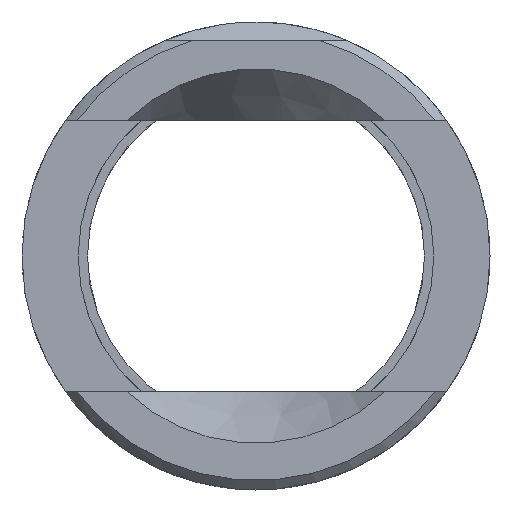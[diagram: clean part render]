
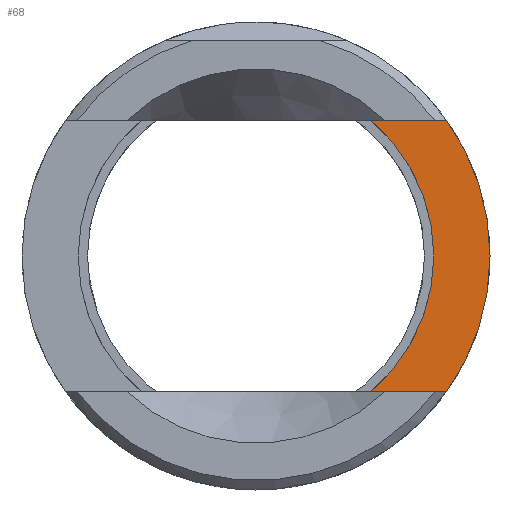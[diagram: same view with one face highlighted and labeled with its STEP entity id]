
A CAD part, left-side view. The second image highlights one B-rep face of the part: STEP entity #68.
In plain terms, the highlighted planar face has unit normal (-1, 0, 0).
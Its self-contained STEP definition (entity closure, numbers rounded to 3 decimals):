
#68 = ADVANCED_FACE( '', ( #171 ), #172, .F. );
#171 = FACE_OUTER_BOUND( '', #315, .T. );
#172 = PLANE( '', #316 );
#315 = EDGE_LOOP( '', ( #455, #456, #457, #458 ) );
#316 = AXIS2_PLACEMENT_3D( '', #459, #460, #461 );
#455 = ORIENTED_EDGE( '', *, *, #824, .T. );
#456 = ORIENTED_EDGE( '', *, *, #825, .F. );
#457 = ORIENTED_EDGE( '', *, *, #826, .F. );
#458 = ORIENTED_EDGE( '', *, *, #827, .F. );
#459 = CARTESIAN_POINT( '', ( 14.7, 44.721, -14.5 ) );
#460 = DIRECTION( '', ( 1., 0., 0. ) );
#461 = DIRECTION( '', ( 0., 0., -1. ) );
#824 = EDGE_CURVE( '', #970, #971, #972, .T. );
#825 = EDGE_CURVE( '', #973, #971, #974, .T. );
#826 = EDGE_CURVE( '', #975, #973, #976, .T. );
#827 = EDGE_CURVE( '', #970, #975, #977, .F. );
#970 = VERTEX_POINT( '', #1183 );
#971 = VERTEX_POINT( '', #1184 );
#972 = LINE( '', #1185, #1186 );
#973 = VERTEX_POINT( '', #1187 );
#974 = CIRCLE( '', #1188, 25. );
#975 = VERTEX_POINT( '', #1189 );
#976 = LINE( '', #1190, #1191 );
#977 = CIRCLE( '', #1192, 19. );
#1183 = CARTESIAN_POINT( '', ( 14.7, -12.278, -14.5 ) );
#1184 = CARTESIAN_POINT( '', ( 14.7, -20.365, -14.5 ) );
#1185 = CARTESIAN_POINT( '', ( 14.7, 44.721, -14.5 ) );
#1186 = VECTOR( '', #1748, 1000. );
#1187 = CARTESIAN_POINT( '', ( 14.7, -20.365, 14.5 ) );
#1188 = AXIS2_PLACEMENT_3D( '', #1749, #1750, #1751 );
#1189 = CARTESIAN_POINT( '', ( 14.7, -12.278, 14.5 ) );
#1190 = CARTESIAN_POINT( '', ( 14.7, 44.721, 14.5 ) );
#1191 = VECTOR( '', #1752, 1000. );
#1192 = AXIS2_PLACEMENT_3D( '', #1753, #1754, #1755 );
#1748 = DIRECTION( '', ( 0., -1., 0. ) );
#1749 = CARTESIAN_POINT( '', ( 14.7, 0., 0. ) );
#1750 = DIRECTION( '', ( 1., 0., 0. ) );
#1751 = DIRECTION( '', ( 0., 0., -1. ) );
#1752 = DIRECTION( '', ( 0., -1., 0. ) );
#1753 = CARTESIAN_POINT( '', ( 14.7, 0., 0. ) );
#1754 = DIRECTION( '', ( 1., 0., 0. ) );
#1755 = DIRECTION( '', ( 0., 0., -1. ) );
